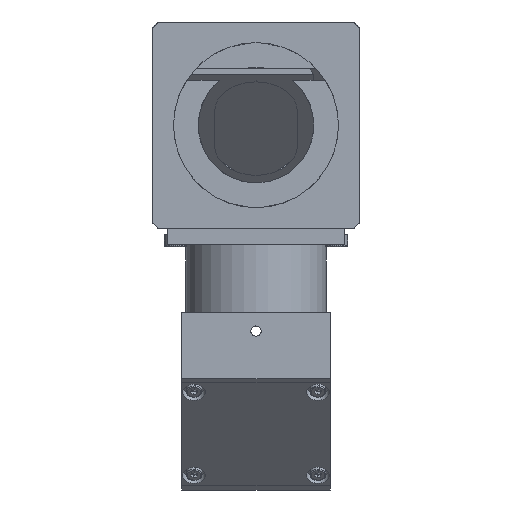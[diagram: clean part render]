
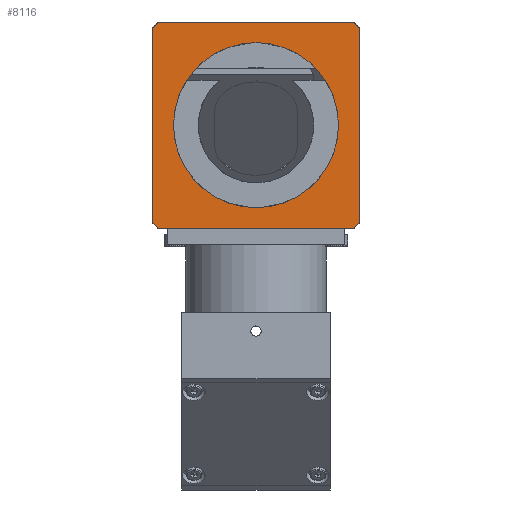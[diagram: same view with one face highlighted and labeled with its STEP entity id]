
A CAD part, left-side view. The second image highlights one B-rep face of the part: STEP entity #8116.
In plain terms, the highlighted planar face has unit normal (-1, 0, 0).
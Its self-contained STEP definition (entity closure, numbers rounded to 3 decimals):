
#13 = ORIENTED_EDGE ( 'NONE', *, *, #11699, .T. ) ;
#34 = VECTOR ( 'NONE', #7456, 1000. ) ;
#80 = CARTESIAN_POINT ( 'NONE',  ( -113., 0., 0. ) ) ;
#417 = EDGE_CURVE ( 'NONE', #10152, #4577, #4444, .T. ) ;
#901 = CARTESIAN_POINT ( 'NONE',  ( -113., 0., -20. ) ) ;
#990 = DIRECTION ( 'NONE',  ( 0., 0., -1. ) ) ;
#1181 = CARTESIAN_POINT ( 'NONE',  ( -113., -23.5, 25. ) ) ;
#1564 = DIRECTION ( 'NONE',  ( 0., 0., -1. ) ) ;
#1743 = DIRECTION ( 'NONE',  ( 1., 0., 0. ) ) ;
#2062 = VECTOR ( 'NONE', #17591, 1000. ) ;
#2277 = LINE ( 'NONE', #4892, #18131 ) ;
#2517 = EDGE_CURVE ( 'NONE', #12140, #8713, #12056, .T. ) ;
#2731 = CARTESIAN_POINT ( 'NONE',  ( -113., 25., -25. ) ) ;
#3027 = EDGE_CURVE ( 'NONE', #8713, #3249, #15066, .T. ) ;
#3173 = ORIENTED_EDGE ( 'NONE', *, *, #5607, .T. ) ;
#3186 = LINE ( 'NONE', #9838, #9700 ) ;
#3249 = VERTEX_POINT ( 'NONE', #6449 ) ;
#3756 = ORIENTED_EDGE ( 'NONE', *, *, #4116, .T. ) ;
#3862 = EDGE_LOOP ( 'NONE', ( #16794, #3173, #9260, #3756, #17445, #13, #7711, #6573 ) ) ;
#4116 = EDGE_CURVE ( 'NONE', #4577, #16337, #6014, .T. ) ;
#4203 = VECTOR ( 'NONE', #17518, 1000. ) ;
#4369 = EDGE_CURVE ( 'NONE', #16337, #8109, #2277, .T. ) ;
#4444 = LINE ( 'NONE', #2731, #34 ) ;
#4577 = VERTEX_POINT ( 'NONE', #18177 ) ;
#4851 = FACE_OUTER_BOUND ( 'NONE', #3862, .T. ) ;
#4892 = CARTESIAN_POINT ( 'NONE',  ( -113., -25., 25. ) ) ;
#4966 = CARTESIAN_POINT ( 'NONE',  ( -113., 0., 20. ) ) ;
#5277 = ORIENTED_EDGE ( 'NONE', *, *, #10023, .F. ) ;
#5295 = VECTOR ( 'NONE', #14443, 1000. ) ;
#5607 = EDGE_CURVE ( 'NONE', #3249, #10152, #3186, .T. ) ;
#5639 = EDGE_CURVE ( 'NONE', #8927, #12140, #5760, .T. ) ;
#5760 = LINE ( 'NONE', #12919, #5295 ) ;
#6014 = LINE ( 'NONE', #13087, #2062 ) ;
#6056 = EDGE_CURVE ( 'NONE', #16394, #14166, #10149, .T. ) ;
#6449 = CARTESIAN_POINT ( 'NONE',  ( -113., 25., -23.5 ) ) ;
#6573 = ORIENTED_EDGE ( 'NONE', *, *, #2517, .T. ) ;
#6718 = CARTESIAN_POINT ( 'NONE',  ( -113., 25., 23.5 ) ) ;
#7103 = VECTOR ( 'NONE', #17411, 1000. ) ;
#7456 = DIRECTION ( 'NONE',  ( 0., -1., 0. ) ) ;
#7711 = ORIENTED_EDGE ( 'NONE', *, *, #5639, .T. ) ;
#8060 = VECTOR ( 'NONE', #9246, 1000. ) ;
#8109 = VERTEX_POINT ( 'NONE', #15097 ) ;
#8116 = ADVANCED_FACE ( 'NONE', ( #16723, #4851 ), #10662, .F. ) ;
#8713 = VERTEX_POINT ( 'NONE', #6718 ) ;
#8927 = VERTEX_POINT ( 'NONE', #1181 ) ;
#9141 = CARTESIAN_POINT ( 'NONE',  ( -113., -25., -25. ) ) ;
#9246 = DIRECTION ( 'NONE',  ( 0., 0.707, -0.707 ) ) ;
#9260 = ORIENTED_EDGE ( 'NONE', *, *, #417, .T. ) ;
#9355 = DIRECTION ( 'NONE',  ( 0., 0., 1. ) ) ;
#9646 = CIRCLE ( 'NONE', #14175, 20. ) ;
#9700 = VECTOR ( 'NONE', #9780, 1000. ) ;
#9780 = DIRECTION ( 'NONE',  ( 0., -0.707, -0.707 ) ) ;
#9838 = CARTESIAN_POINT ( 'NONE',  ( -113., 23.5, -25. ) ) ;
#9887 = DIRECTION ( 'NONE',  ( -1., 0., 0. ) ) ;
#9964 = CARTESIAN_POINT ( 'NONE',  ( -113., 25., 25. ) ) ;
#10023 = EDGE_CURVE ( 'NONE', #14166, #16394, #9646, .T. ) ;
#10149 = CIRCLE ( 'NONE', #15381, 20. ) ;
#10152 = VERTEX_POINT ( 'NONE', #15188 ) ;
#10491 = DIRECTION ( 'NONE',  ( -1., 0., 0. ) ) ;
#10662 = PLANE ( 'NONE',  #12407 ) ;
#10761 = CARTESIAN_POINT ( 'NONE',  ( -113., 25., 23.5 ) ) ;
#11699 = EDGE_CURVE ( 'NONE', #8109, #8927, #16569, .T. ) ;
#12056 = LINE ( 'NONE', #10761, #8060 ) ;
#12140 = VERTEX_POINT ( 'NONE', #18811 ) ;
#12161 = DIRECTION ( 'NONE',  ( 0., 0., 1. ) ) ;
#12407 = AXIS2_PLACEMENT_3D ( 'NONE', #9141, #1743, #12161 ) ;
#12919 = CARTESIAN_POINT ( 'NONE',  ( -113., 25., 25. ) ) ;
#13087 = CARTESIAN_POINT ( 'NONE',  ( -113., -25., -23.5 ) ) ;
#14132 = CARTESIAN_POINT ( 'NONE',  ( -113., -25., -23.5 ) ) ;
#14166 = VERTEX_POINT ( 'NONE', #4966 ) ;
#14175 = AXIS2_PLACEMENT_3D ( 'NONE', #80, #10491, #1564 ) ;
#14443 = DIRECTION ( 'NONE',  ( 0., 1., 0. ) ) ;
#15066 = LINE ( 'NONE', #9964, #7103 ) ;
#15097 = CARTESIAN_POINT ( 'NONE',  ( -113., -25., 23.5 ) ) ;
#15188 = CARTESIAN_POINT ( 'NONE',  ( -113., 23.5, -25. ) ) ;
#15381 = AXIS2_PLACEMENT_3D ( 'NONE', #18852, #9887, #990 ) ;
#16019 = CARTESIAN_POINT ( 'NONE',  ( -113., -23.5, 25. ) ) ;
#16337 = VERTEX_POINT ( 'NONE', #14132 ) ;
#16394 = VERTEX_POINT ( 'NONE', #901 ) ;
#16569 = LINE ( 'NONE', #16019, #4203 ) ;
#16723 = FACE_BOUND ( 'NONE', #19240, .T. ) ;
#16794 = ORIENTED_EDGE ( 'NONE', *, *, #3027, .T. ) ;
#17411 = DIRECTION ( 'NONE',  ( 0., 0., -1. ) ) ;
#17445 = ORIENTED_EDGE ( 'NONE', *, *, #4369, .T. ) ;
#17518 = DIRECTION ( 'NONE',  ( 0., 0.707, 0.707 ) ) ;
#17591 = DIRECTION ( 'NONE',  ( 0., -0.707, 0.707 ) ) ;
#18131 = VECTOR ( 'NONE', #9355, 1000. ) ;
#18177 = CARTESIAN_POINT ( 'NONE',  ( -113., -23.5, -25. ) ) ;
#18811 = CARTESIAN_POINT ( 'NONE',  ( -113., 23.5, 25. ) ) ;
#18852 = CARTESIAN_POINT ( 'NONE',  ( -113., 0., 0. ) ) ;
#19007 = ORIENTED_EDGE ( 'NONE', *, *, #6056, .F. ) ;
#19240 = EDGE_LOOP ( 'NONE', ( #19007, #5277 ) ) ;
